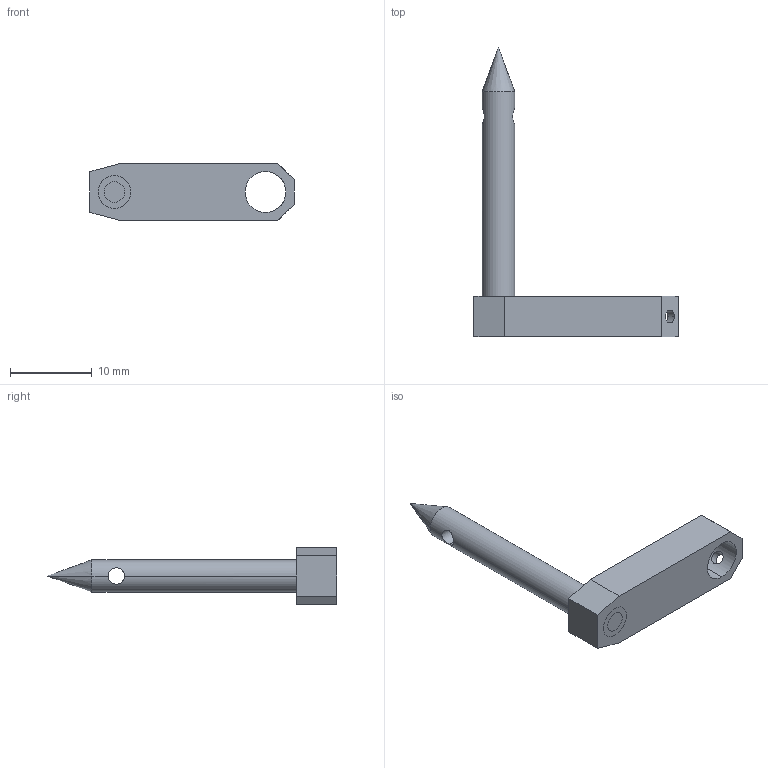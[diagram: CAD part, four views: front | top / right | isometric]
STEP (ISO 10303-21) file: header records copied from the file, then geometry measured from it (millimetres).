
FILE_DESCRIPTION (( 'STEP AP203' ), '1' );
FILE_NAME ('beak_holder_with_bar.STEP', '2020-08-08T00:56:51', ( '' ), ( '' ), 'SwSTEP 2.0', 'SolidWorks 2020', '' );
FILE_SCHEMA (( 'CONFIG_CONTROL_DESIGN' ));
Length unit declared in the file: millimetre
Products named in the file (3): block_finch_upper; beak_holder_with_bar; beak_bar_finch
Assembly tree (2 placements, depth 2):
  beak_holder_with_bar
    block_finch_upper
    beak_bar_finch
Bounding box: 25 x 35.49 x 7 mm (x, y, z)
Volume: 1097.2 mm3; surface area: 1174.2 mm2
Topology: 3 solids, 3 shells, 27 faces, 72 edges, 47 vertices
Faces by surface type: plane 13, cylinder 12, cone 2
Entity records: 1271 total; most frequent: CARTESIAN_POINT 291, DIRECTION 140, ORIENTED_EDGE 140, EDGE_CURVE 70, AXIS2_PLACEMENT_3D 50, VERTEX_POINT 47, VECTOR 40, LINE 40
